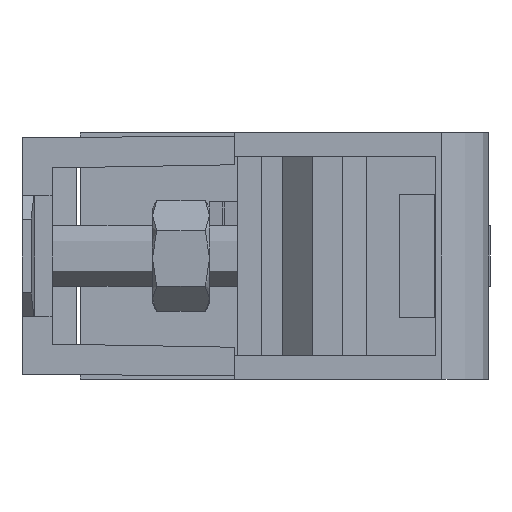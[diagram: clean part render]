
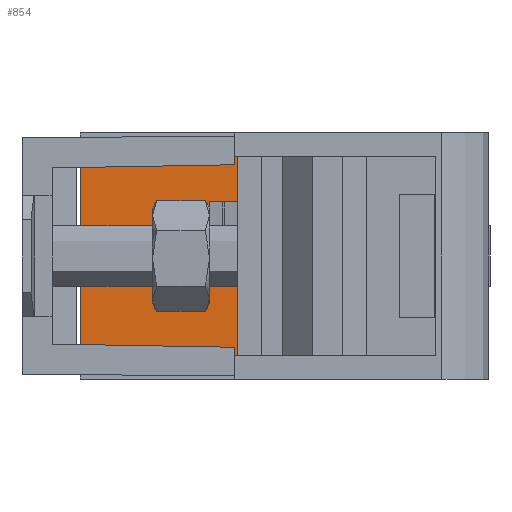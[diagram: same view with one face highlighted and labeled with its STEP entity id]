
A CAD part, left-side view. The second image highlights one B-rep face of the part: STEP entity #854.
In plain terms, the highlighted planar face has unit normal (-1, 0, 0).
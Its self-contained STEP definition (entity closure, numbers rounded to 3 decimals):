
#90 = EDGE_CURVE ( 'NONE', #12078, #9649, #13097, .T. ) ;
#96 = VERTEX_POINT ( 'NONE', #6867 ) ;
#150 = CARTESIAN_POINT ( 'NONE',  ( -24.98, 43.704, 166. ) ) ;
#168 = DIRECTION ( 'NONE',  ( 0., 0., -1. ) ) ;
#415 = AXIS2_PLACEMENT_3D ( 'NONE', #5509, #2366, #2234 ) ;
#515 = VECTOR ( 'NONE', #9559, 1000. ) ;
#562 = ORIENTED_EDGE ( 'NONE', *, *, #12921, .T. ) ;
#804 = VERTEX_POINT ( 'NONE', #1004 ) ;
#854 = ADVANCED_FACE ( 'NONE', ( #9631 ), #6476, .F. ) ;
#1004 = CARTESIAN_POINT ( 'NONE',  ( -24.98, 40.204, 130.9 ) ) ;
#1127 = CARTESIAN_POINT ( 'NONE',  ( -24.98, 40.417, 164.1 ) ) ;
#1313 = CARTESIAN_POINT ( 'NONE',  ( -24.98, 40.204, 168. ) ) ;
#1321 = LINE ( 'NONE', #10643, #12544 ) ;
#1327 = LINE ( 'NONE', #1127, #12328 ) ;
#1718 = VECTOR ( 'NONE', #6624, 1000. ) ;
#1759 = VERTEX_POINT ( 'NONE', #9478 ) ;
#1882 = EDGE_CURVE ( 'NONE', #4926, #5481, #1321, .T. ) ;
#1914 = DIRECTION ( 'NONE',  ( 0., 0., 1. ) ) ;
#2234 = DIRECTION ( 'NONE',  ( 0., 0., -1. ) ) ;
#2267 = VECTOR ( 'NONE', #8576, 1000. ) ;
#2291 = EDGE_LOOP ( 'NONE', ( #3984, #8323, #13443, #6946, #6533, #9281, #8862, #7261, #6362, #2495, #3782, #5159, #3165, #562, #4604, #4952 ) ) ;
#2322 = CARTESIAN_POINT ( 'NONE',  ( -24.98, 40.503, 129.894 ) ) ;
#2366 = DIRECTION ( 'NONE',  ( 1., 0., 0. ) ) ;
#2495 = ORIENTED_EDGE ( 'NONE', *, *, #9898, .F. ) ;
#2613 = EDGE_CURVE ( 'NONE', #5481, #1759, #6451, .T. ) ;
#2752 = VECTOR ( 'NONE', #9168, 1000. ) ;
#2809 = DIRECTION ( 'NONE',  ( 0., -1., 0. ) ) ;
#3165 = ORIENTED_EDGE ( 'NONE', *, *, #12630, .F. ) ;
#3212 = LINE ( 'NONE', #2322, #11339 ) ;
#3324 = DIRECTION ( 'NONE',  ( 0., -1., 0.009 ) ) ;
#3374 = CARTESIAN_POINT ( 'NONE',  ( -24.98, 40.205, 166. ) ) ;
#3390 = CARTESIAN_POINT ( 'NONE',  ( -24.98, 13.454, 130.9 ) ) ;
#3658 = VERTEX_POINT ( 'NONE', #13057 ) ;
#3782 = ORIENTED_EDGE ( 'NONE', *, *, #10141, .F. ) ;
#3984 = ORIENTED_EDGE ( 'NONE', *, *, #2613, .T. ) ;
#4032 = CARTESIAN_POINT ( 'NONE',  ( -24.98, 43.704, 164.1 ) ) ;
#4126 = LINE ( 'NONE', #13250, #12500 ) ;
#4140 = EDGE_CURVE ( 'NONE', #9649, #3658, #8011, .T. ) ;
#4245 = EDGE_CURVE ( 'NONE', #12540, #96, #11510, .T. ) ;
#4510 = VECTOR ( 'NONE', #3324, 1000. ) ;
#4592 = EDGE_CURVE ( 'NONE', #11166, #11808, #8266, .T. ) ;
#4604 = ORIENTED_EDGE ( 'NONE', *, *, #5531, .T. ) ;
#4926 = VERTEX_POINT ( 'NONE', #12034 ) ;
#4952 = ORIENTED_EDGE ( 'NONE', *, *, #1882, .T. ) ;
#5058 = CARTESIAN_POINT ( 'NONE',  ( -24.98, 43.704, 165.078 ) ) ;
#5159 = ORIENTED_EDGE ( 'NONE', *, *, #4245, .T. ) ;
#5171 = DIRECTION ( 'NONE',  ( 0., 0., -1. ) ) ;
#5461 = DIRECTION ( 'NONE',  ( 0., -1., -0.009 ) ) ;
#5481 = VERTEX_POINT ( 'NONE', #3374 ) ;
#5509 = CARTESIAN_POINT ( 'NONE',  ( -24.98, 40.204, 164.1 ) ) ;
#5531 = EDGE_CURVE ( 'NONE', #5572, #4926, #6516, .T. ) ;
#5572 = VERTEX_POINT ( 'NONE', #6384 ) ;
#5828 = CARTESIAN_POINT ( 'NONE',  ( -24.98, 40.204, 164.1 ) ) ;
#5846 = CARTESIAN_POINT ( 'NONE',  ( -24.98, 17.454, 130.9 ) ) ;
#6300 = DIRECTION ( 'NONE',  ( 0., 0., 1. ) ) ;
#6362 = ORIENTED_EDGE ( 'NONE', *, *, #4140, .T. ) ;
#6384 = CARTESIAN_POINT ( 'NONE',  ( -24.98, 40.204, 168. ) ) ;
#6451 = LINE ( 'NONE', #150, #11267 ) ;
#6476 = PLANE ( 'NONE',  #415 ) ;
#6516 = LINE ( 'NONE', #1313, #2267 ) ;
#6533 = ORIENTED_EDGE ( 'NONE', *, *, #7203, .T. ) ;
#6624 = DIRECTION ( 'NONE',  ( 0., -1., 0. ) ) ;
#6867 = CARTESIAN_POINT ( 'NONE',  ( -24.98, 17.454, 164.1 ) ) ;
#6946 = ORIENTED_EDGE ( 'NONE', *, *, #7048, .F. ) ;
#7005 = VERTEX_POINT ( 'NONE', #5058 ) ;
#7048 = EDGE_CURVE ( 'NONE', #11722, #7005, #8276, .T. ) ;
#7203 = EDGE_CURVE ( 'NONE', #11722, #11166, #3212, .T. ) ;
#7218 = DIRECTION ( 'NONE',  ( 0., -1., 0. ) ) ;
#7261 = ORIENTED_EDGE ( 'NONE', *, *, #90, .T. ) ;
#7352 = EDGE_CURVE ( 'NONE', #11808, #12078, #8948, .T. ) ;
#7823 = DIRECTION ( 'NONE',  ( 0., 0., -1. ) ) ;
#8011 = LINE ( 'NONE', #12194, #11739 ) ;
#8129 = CARTESIAN_POINT ( 'NONE',  ( -24.98, 40.417, 164.1 ) ) ;
#8266 = LINE ( 'NONE', #8129, #2752 ) ;
#8276 = LINE ( 'NONE', #4032, #8710 ) ;
#8323 = ORIENTED_EDGE ( 'NONE', *, *, #10071, .T. ) ;
#8452 = VECTOR ( 'NONE', #10906, 1000. ) ;
#8576 = DIRECTION ( 'NONE',  ( 0., 1., 0. ) ) ;
#8710 = VECTOR ( 'NONE', #1914, 1000. ) ;
#8862 = ORIENTED_EDGE ( 'NONE', *, *, #7352, .T. ) ;
#8948 = LINE ( 'NONE', #13005, #1718 ) ;
#9168 = DIRECTION ( 'NONE',  ( 0., 0., -1. ) ) ;
#9281 = ORIENTED_EDGE ( 'NONE', *, *, #4592, .T. ) ;
#9478 = CARTESIAN_POINT ( 'NONE',  ( -24.98, 40.417, 166. ) ) ;
#9559 = DIRECTION ( 'NONE',  ( 0., 1., 0. ) ) ;
#9631 = FACE_OUTER_BOUND ( 'NONE', #2291, .T. ) ;
#9649 = VERTEX_POINT ( 'NONE', #13341 ) ;
#9898 = EDGE_CURVE ( 'NONE', #804, #3658, #13325, .T. ) ;
#10071 = EDGE_CURVE ( 'NONE', #1759, #11788, #1327, .T. ) ;
#10141 = EDGE_CURVE ( 'NONE', #12540, #804, #10649, .T. ) ;
#10643 = CARTESIAN_POINT ( 'NONE',  ( -24.98, 40.205, 164.1 ) ) ;
#10648 = VERTEX_POINT ( 'NONE', #12122 ) ;
#10649 = LINE ( 'NONE', #3390, #515 ) ;
#10767 = CARTESIAN_POINT ( 'NONE',  ( -24.98, 40.417, 165.107 ) ) ;
#10794 = VECTOR ( 'NONE', #5171, 1000. ) ;
#10904 = LINE ( 'NONE', #5828, #11621 ) ;
#10906 = DIRECTION ( 'NONE',  ( 0., 0., -1. ) ) ;
#10969 = DIRECTION ( 'NONE',  ( 0., 0., 1. ) ) ;
#11166 = VERTEX_POINT ( 'NONE', #11404 ) ;
#11267 = VECTOR ( 'NONE', #11731, 1000. ) ;
#11275 = EDGE_CURVE ( 'NONE', #7005, #11788, #11613, .T. ) ;
#11287 = VECTOR ( 'NONE', #6300, 1000. ) ;
#11339 = VECTOR ( 'NONE', #5461, 1000. ) ;
#11404 = CARTESIAN_POINT ( 'NONE',  ( -24.98, 40.417, 129.893 ) ) ;
#11510 = LINE ( 'NONE', #12336, #11287 ) ;
#11613 = LINE ( 'NONE', #12716, #4510 ) ;
#11621 = VECTOR ( 'NONE', #10969, 1000. ) ;
#11722 = VERTEX_POINT ( 'NONE', #12632 ) ;
#11731 = DIRECTION ( 'NONE',  ( 0., 1., 0. ) ) ;
#11739 = VECTOR ( 'NONE', #2809, 1000. ) ;
#11788 = VERTEX_POINT ( 'NONE', #10767 ) ;
#11808 = VERTEX_POINT ( 'NONE', #12898 ) ;
#12034 = CARTESIAN_POINT ( 'NONE',  ( -24.98, 40.205, 168. ) ) ;
#12078 = VERTEX_POINT ( 'NONE', #13064 ) ;
#12122 = CARTESIAN_POINT ( 'NONE',  ( -24.98, 40.204, 164.1 ) ) ;
#12194 = CARTESIAN_POINT ( 'NONE',  ( -24.98, 40.204, 127. ) ) ;
#12328 = VECTOR ( 'NONE', #168, 1000. ) ;
#12336 = CARTESIAN_POINT ( 'NONE',  ( -24.98, 17.454, 130.9 ) ) ;
#12500 = VECTOR ( 'NONE', #7218, 1000. ) ;
#12540 = VERTEX_POINT ( 'NONE', #5846 ) ;
#12544 = VECTOR ( 'NONE', #7823, 1000. ) ;
#12630 = EDGE_CURVE ( 'NONE', #10648, #96, #4126, .T. ) ;
#12632 = CARTESIAN_POINT ( 'NONE',  ( -24.98, 43.704, 129.922 ) ) ;
#12716 = CARTESIAN_POINT ( 'NONE',  ( -24.98, 40.213, 165.109 ) ) ;
#12898 = CARTESIAN_POINT ( 'NONE',  ( -24.98, 40.417, 129. ) ) ;
#12921 = EDGE_CURVE ( 'NONE', #10648, #5572, #10904, .T. ) ;
#13005 = CARTESIAN_POINT ( 'NONE',  ( -24.98, 40.205, 129. ) ) ;
#13032 = CARTESIAN_POINT ( 'NONE',  ( -24.98, 40.205, 130.9 ) ) ;
#13057 = CARTESIAN_POINT ( 'NONE',  ( -24.98, 40.204, 127. ) ) ;
#13064 = CARTESIAN_POINT ( 'NONE',  ( -24.98, 40.205, 129. ) ) ;
#13097 = LINE ( 'NONE', #13032, #8452 ) ;
#13250 = CARTESIAN_POINT ( 'NONE',  ( -24.98, 40.204, 164.1 ) ) ;
#13325 = LINE ( 'NONE', #13462, #10794 ) ;
#13341 = CARTESIAN_POINT ( 'NONE',  ( -24.98, 40.205, 127. ) ) ;
#13443 = ORIENTED_EDGE ( 'NONE', *, *, #11275, .F. ) ;
#13462 = CARTESIAN_POINT ( 'NONE',  ( -24.98, 40.204, 130.9 ) ) ;
